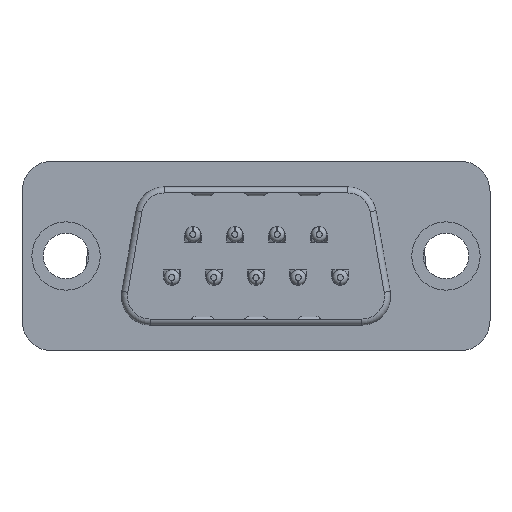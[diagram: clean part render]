
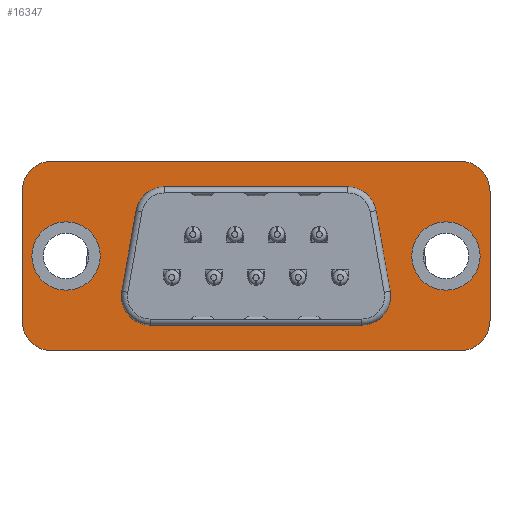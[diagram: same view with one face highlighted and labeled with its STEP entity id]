
A CAD part, front view. The second image highlights one B-rep face of the part: STEP entity #16347.
In plain terms, the highlighted face is planar.
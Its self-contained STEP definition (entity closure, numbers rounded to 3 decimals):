
#846=CIRCLE('',#19871,2.05);
#847=CIRCLE('',#19872,1.9);
#848=CIRCLE('',#19873,1.9);
#849=CIRCLE('',#19874,1.9);
#850=CIRCLE('',#19875,1.9);
#851=CIRCLE('',#19876,2.);
#852=CIRCLE('',#19877,2.);
#853=CIRCLE('',#19878,2.);
#854=CIRCLE('',#19879,2.);
#855=CIRCLE('',#19880,2.05);
#4114=ORIENTED_EDGE('',*,*,#7318,.T.);
#4115=ORIENTED_EDGE('',*,*,#7319,.F.);
#4116=ORIENTED_EDGE('',*,*,#7320,.F.);
#4117=ORIENTED_EDGE('',*,*,#7321,.F.);
#4118=ORIENTED_EDGE('',*,*,#7322,.F.);
#4119=ORIENTED_EDGE('',*,*,#7323,.F.);
#4120=ORIENTED_EDGE('',*,*,#7324,.F.);
#4121=ORIENTED_EDGE('',*,*,#7325,.F.);
#4122=ORIENTED_EDGE('',*,*,#7326,.F.);
#4123=ORIENTED_EDGE('',*,*,#7327,.T.);
#4124=ORIENTED_EDGE('',*,*,#7328,.T.);
#4125=ORIENTED_EDGE('',*,*,#7329,.T.);
#4126=ORIENTED_EDGE('',*,*,#7330,.T.);
#4127=ORIENTED_EDGE('',*,*,#7331,.T.);
#4128=ORIENTED_EDGE('',*,*,#7332,.T.);
#4129=ORIENTED_EDGE('',*,*,#7333,.T.);
#4130=ORIENTED_EDGE('',*,*,#7334,.T.);
#4131=ORIENTED_EDGE('',*,*,#7335,.T.);
#7318=EDGE_CURVE('',#9174,#9174,#846,.T.);
#7319=EDGE_CURVE('',#9175,#9176,#847,.T.);
#7320=EDGE_CURVE('',#9177,#9175,#10988,.T.);
#7321=EDGE_CURVE('',#9178,#9177,#848,.T.);
#7322=EDGE_CURVE('',#9179,#9178,#10989,.T.);
#7323=EDGE_CURVE('',#9180,#9179,#849,.T.);
#7324=EDGE_CURVE('',#9181,#9180,#10990,.T.);
#7325=EDGE_CURVE('',#9182,#9181,#850,.T.);
#7326=EDGE_CURVE('',#9176,#9182,#10991,.T.);
#7327=EDGE_CURVE('',#9183,#9184,#10992,.T.);
#7328=EDGE_CURVE('',#9184,#9185,#851,.T.);
#7329=EDGE_CURVE('',#9185,#9186,#10993,.T.);
#7330=EDGE_CURVE('',#9186,#9187,#852,.T.);
#7331=EDGE_CURVE('',#9187,#9188,#10994,.T.);
#7332=EDGE_CURVE('',#9188,#9189,#853,.T.);
#7333=EDGE_CURVE('',#9189,#9190,#10995,.T.);
#7334=EDGE_CURVE('',#9190,#9183,#854,.T.);
#7335=EDGE_CURVE('',#9191,#9191,#855,.T.);
#9174=VERTEX_POINT('',#28555);
#9175=VERTEX_POINT('',#28557);
#9176=VERTEX_POINT('',#28558);
#9177=VERTEX_POINT('',#28560);
#9178=VERTEX_POINT('',#28562);
#9179=VERTEX_POINT('',#28564);
#9180=VERTEX_POINT('',#28566);
#9181=VERTEX_POINT('',#28568);
#9182=VERTEX_POINT('',#28570);
#9183=VERTEX_POINT('',#28573);
#9184=VERTEX_POINT('',#28574);
#9185=VERTEX_POINT('',#28576);
#9186=VERTEX_POINT('',#28578);
#9187=VERTEX_POINT('',#28580);
#9188=VERTEX_POINT('',#28582);
#9189=VERTEX_POINT('',#28584);
#9190=VERTEX_POINT('',#28586);
#9191=VERTEX_POINT('',#28589);
#10988=LINE('',#28559,#12780);
#10989=LINE('',#28563,#12781);
#10990=LINE('',#28567,#12782);
#10991=LINE('',#28571,#12783);
#10992=LINE('',#28572,#12784);
#10993=LINE('',#28577,#12785);
#10994=LINE('',#28581,#12786);
#10995=LINE('',#28585,#12787);
#12780=VECTOR('',#23172,1000.);
#12781=VECTOR('',#23175,1000.);
#12782=VECTOR('',#23178,1000.);
#12783=VECTOR('',#23181,1000.);
#12784=VECTOR('',#23182,1000.);
#12785=VECTOR('',#23185,1000.);
#12786=VECTOR('',#23188,1000.);
#12787=VECTOR('',#23191,1000.);
#13894=EDGE_LOOP('',(#4114));
#13895=EDGE_LOOP('',(#4115,#4116,#4117,#4118,#4119,#4120,#4121,#4122));
#13896=EDGE_LOOP('',(#4123,#4124,#4125,#4126,#4127,#4128,#4129,#4130));
#13897=EDGE_LOOP('',(#4131));
#14856=FACE_BOUND('',#13894,.T.);
#14857=FACE_BOUND('',#13895,.T.);
#14858=FACE_BOUND('',#13896,.T.);
#14859=FACE_BOUND('',#13897,.T.);
#15640=PLANE('',#19870);
#16347=ADVANCED_FACE('',(#14856,#14857,#14858,#14859),#15640,.T.);
#19870=AXIS2_PLACEMENT_3D('',#28553,#23166,#23167);
#19871=AXIS2_PLACEMENT_3D('',#28554,#23168,#23169);
#19872=AXIS2_PLACEMENT_3D('',#28556,#23170,#23171);
#19873=AXIS2_PLACEMENT_3D('',#28561,#23173,#23174);
#19874=AXIS2_PLACEMENT_3D('',#28565,#23176,#23177);
#19875=AXIS2_PLACEMENT_3D('',#28569,#23179,#23180);
#19876=AXIS2_PLACEMENT_3D('',#28575,#23183,#23184);
#19877=AXIS2_PLACEMENT_3D('',#28579,#23186,#23187);
#19878=AXIS2_PLACEMENT_3D('',#28583,#23189,#23190);
#19879=AXIS2_PLACEMENT_3D('',#28587,#23192,#23193);
#19880=AXIS2_PLACEMENT_3D('',#28588,#23194,#23195);
#23166=DIRECTION('',(0.,1.,0.));
#23167=DIRECTION('',(0.,0.,1.));
#23168=DIRECTION('',(0.,-1.,0.));
#23169=DIRECTION('',(-1.,0.,0.));
#23170=DIRECTION('',(0.,1.,0.));
#23171=DIRECTION('',(0.,0.,1.));
#23172=DIRECTION('',(-1.,0.,0.));
#23173=DIRECTION('',(0.,1.,0.));
#23174=DIRECTION('',(0.,0.,1.));
#23175=DIRECTION('',(-0.174,0.,-0.985));
#23176=DIRECTION('',(0.,1.,0.));
#23177=DIRECTION('',(0.,0.,1.));
#23178=DIRECTION('',(1.,0.,0.));
#23179=DIRECTION('',(0.,1.,0.));
#23180=DIRECTION('',(0.,0.,1.));
#23181=DIRECTION('',(-0.174,0.,0.985));
#23182=DIRECTION('',(0.,0.,1.));
#23183=DIRECTION('',(0.,1.,0.));
#23184=DIRECTION('',(0.,0.,1.));
#23185=DIRECTION('',(1.,0.,0.));
#23186=DIRECTION('',(0.,1.,0.));
#23187=DIRECTION('',(0.,0.,1.));
#23188=DIRECTION('',(0.,0.,-1.));
#23189=DIRECTION('',(0.,1.,0.));
#23190=DIRECTION('',(0.,0.,1.));
#23191=DIRECTION('',(-1.,0.,0.));
#23192=DIRECTION('',(0.,1.,0.));
#23193=DIRECTION('',(0.,0.,1.));
#23194=DIRECTION('',(0.,-1.,0.));
#23195=DIRECTION('',(-1.,0.,0.));
#28553=CARTESIAN_POINT('',(0.,0.,0.));
#28554=CARTESIAN_POINT('',(12.5,0.,0.));
#28555=CARTESIAN_POINT('',(10.45,0.,0.));
#28556=CARTESIAN_POINT('',(-6.025,0.,-2.65));
#28557=CARTESIAN_POINT('',(-6.025,0.,-4.55));
#28558=CARTESIAN_POINT('',(-7.897,0.,-2.98));
#28559=CARTESIAN_POINT('',(0.,0.,-4.55));
#28560=CARTESIAN_POINT('',(6.025,0.,-4.55));
#28561=CARTESIAN_POINT('',(6.025,0.,-2.65));
#28562=CARTESIAN_POINT('',(7.897,0.,-2.98));
#28563=CARTESIAN_POINT('',(8.168,0.,-1.44));
#28564=CARTESIAN_POINT('',(8.831,0.,2.32));
#28565=CARTESIAN_POINT('',(6.96,0.,2.65));
#28566=CARTESIAN_POINT('',(6.96,0.,4.55));
#28567=CARTESIAN_POINT('',(0.,0.,4.55));
#28568=CARTESIAN_POINT('',(-6.96,0.,4.55));
#28569=CARTESIAN_POINT('',(-6.96,0.,2.65));
#28570=CARTESIAN_POINT('',(-8.831,0.,2.32));
#28571=CARTESIAN_POINT('',(-8.168,0.,-1.44));
#28572=CARTESIAN_POINT('',(-15.4,0.,-6.25));
#28573=CARTESIAN_POINT('',(-15.4,0.,-4.25));
#28574=CARTESIAN_POINT('',(-15.4,0.,4.25));
#28575=CARTESIAN_POINT('',(-13.4,0.,4.25));
#28576=CARTESIAN_POINT('',(-13.4,0.,6.25));
#28577=CARTESIAN_POINT('',(-15.4,0.,6.25));
#28578=CARTESIAN_POINT('',(13.4,0.,6.25));
#28579=CARTESIAN_POINT('',(13.4,0.,4.25));
#28580=CARTESIAN_POINT('',(15.4,0.,4.25));
#28581=CARTESIAN_POINT('',(15.4,0.,6.25));
#28582=CARTESIAN_POINT('',(15.4,0.,-4.25));
#28583=CARTESIAN_POINT('',(13.4,0.,-4.25));
#28584=CARTESIAN_POINT('',(13.4,0.,-6.25));
#28585=CARTESIAN_POINT('',(15.4,0.,-6.25));
#28586=CARTESIAN_POINT('',(-13.4,0.,-6.25));
#28587=CARTESIAN_POINT('',(-13.4,0.,-4.25));
#28588=CARTESIAN_POINT('',(-12.5,0.,0.));
#28589=CARTESIAN_POINT('',(-14.55,0.,0.));
